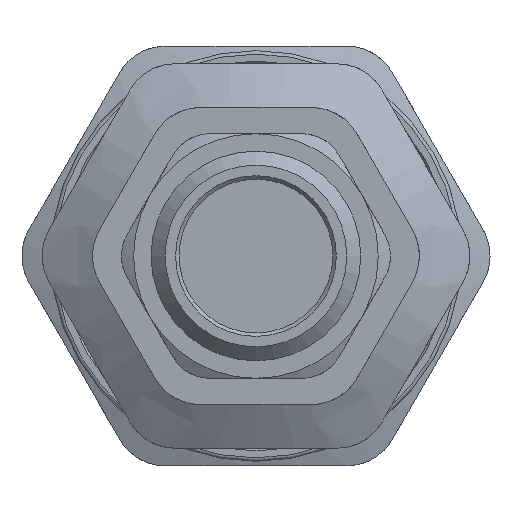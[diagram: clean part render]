
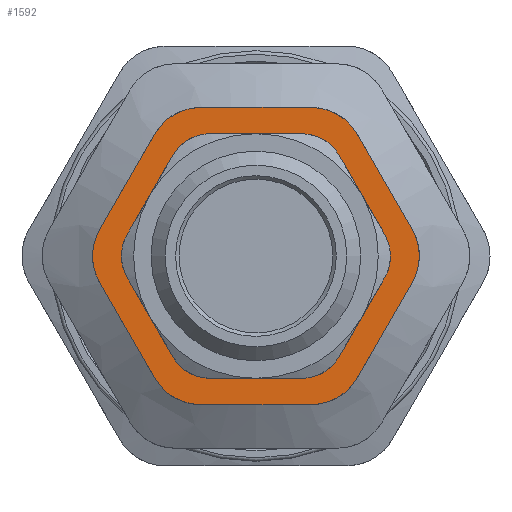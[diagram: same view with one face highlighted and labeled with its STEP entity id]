
A CAD part, front view. The second image highlights one B-rep face of the part: STEP entity #1592.
In plain terms, the highlighted planar face has unit normal (0, -1, 0).
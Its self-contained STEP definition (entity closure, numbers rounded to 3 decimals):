
#162=FACE_BOUND('',#524,.T.);
#217=LINE('',#3108,#285);
#219=LINE('',#3120,#287);
#220=LINE('',#3124,#288);
#221=LINE('',#3128,#289);
#222=LINE('',#3132,#290);
#223=LINE('',#3136,#291);
#285=VECTOR('',#2106,10.);
#287=VECTOR('',#2110,10.);
#288=VECTOR('',#2113,10.);
#289=VECTOR('',#2116,10.);
#290=VECTOR('',#2119,10.);
#291=VECTOR('',#2122,10.);
#416=FACE_OUTER_BOUND('',#523,.T.);
#523=EDGE_LOOP('',(#1380,#1381,#1382,#1383,#1384,#1385,#1386,#1387,#1388,
#1389,#1390,#1391));
#524=EDGE_LOOP('',(#1392));
#593=CIRCLE('',#1762,3.);
#594=CIRCLE('',#1765,3.);
#595=CIRCLE('',#1766,3.);
#596=CIRCLE('',#1767,3.);
#597=CIRCLE('',#1768,3.);
#598=CIRCLE('',#1769,3.);
#599=CIRCLE('',#1770,7.);
#728=VERTEX_POINT('',#3101);
#729=VERTEX_POINT('',#3103);
#730=VERTEX_POINT('',#3107);
#733=VERTEX_POINT('',#3119);
#734=VERTEX_POINT('',#3121);
#735=VERTEX_POINT('',#3123);
#736=VERTEX_POINT('',#3125);
#737=VERTEX_POINT('',#3127);
#738=VERTEX_POINT('',#3129);
#739=VERTEX_POINT('',#3131);
#740=VERTEX_POINT('',#3133);
#741=VERTEX_POINT('',#3135);
#742=VERTEX_POINT('',#3138);
#948=EDGE_CURVE('',#728,#729,#593,.T.);
#950=EDGE_CURVE('',#730,#729,#217,.T.);
#954=EDGE_CURVE('',#728,#733,#219,.T.);
#955=EDGE_CURVE('',#734,#733,#594,.T.);
#956=EDGE_CURVE('',#734,#735,#220,.T.);
#957=EDGE_CURVE('',#736,#735,#595,.T.);
#958=EDGE_CURVE('',#736,#737,#221,.T.);
#959=EDGE_CURVE('',#738,#737,#596,.T.);
#960=EDGE_CURVE('',#738,#739,#222,.T.);
#961=EDGE_CURVE('',#740,#739,#597,.T.);
#962=EDGE_CURVE('',#740,#741,#223,.T.);
#963=EDGE_CURVE('',#730,#741,#598,.T.);
#964=EDGE_CURVE('',#742,#742,#599,.T.);
#1380=ORIENTED_EDGE('',*,*,#948,.F.);
#1381=ORIENTED_EDGE('',*,*,#954,.T.);
#1382=ORIENTED_EDGE('',*,*,#955,.F.);
#1383=ORIENTED_EDGE('',*,*,#956,.T.);
#1384=ORIENTED_EDGE('',*,*,#957,.F.);
#1385=ORIENTED_EDGE('',*,*,#958,.T.);
#1386=ORIENTED_EDGE('',*,*,#959,.F.);
#1387=ORIENTED_EDGE('',*,*,#960,.T.);
#1388=ORIENTED_EDGE('',*,*,#961,.F.);
#1389=ORIENTED_EDGE('',*,*,#962,.T.);
#1390=ORIENTED_EDGE('',*,*,#963,.F.);
#1391=ORIENTED_EDGE('',*,*,#950,.T.);
#1392=ORIENTED_EDGE('',*,*,#964,.T.);
#1505=PLANE('',#1764);
#1592=ADVANCED_FACE('',(#416,#162),#1505,.T.);
#1762=AXIS2_PLACEMENT_3D('',#3104,#2101,#2102);
#1764=AXIS2_PLACEMENT_3D('',#3118,#2108,#2109);
#1765=AXIS2_PLACEMENT_3D('',#3122,#2111,#2112);
#1766=AXIS2_PLACEMENT_3D('',#3126,#2114,#2115);
#1767=AXIS2_PLACEMENT_3D('',#3130,#2117,#2118);
#1768=AXIS2_PLACEMENT_3D('',#3134,#2120,#2121);
#1769=AXIS2_PLACEMENT_3D('',#3137,#2123,#2124);
#1770=AXIS2_PLACEMENT_3D('',#3139,#2125,#2126);
#2101=DIRECTION('center_axis',(0.,1.,0.));
#2102=DIRECTION('ref_axis',(-1.,0.,0.));
#2106=DIRECTION('',(-0.5,0.,-0.866));
#2108=DIRECTION('center_axis',(0.,-1.,0.));
#2109=DIRECTION('ref_axis',(0.,0.,-1.));
#2110=DIRECTION('',(0.5,0.,-0.866));
#2111=DIRECTION('center_axis',(0.,1.,0.));
#2112=DIRECTION('ref_axis',(-0.5,0.,-0.866));
#2113=DIRECTION('',(1.,0.,0.));
#2114=DIRECTION('center_axis',(0.,1.,0.));
#2115=DIRECTION('ref_axis',(0.5,0.,-0.866));
#2116=DIRECTION('',(0.5,0.,0.866));
#2117=DIRECTION('center_axis',(0.,1.,0.));
#2118=DIRECTION('ref_axis',(1.,0.,0.));
#2119=DIRECTION('',(-0.5,0.,0.866));
#2120=DIRECTION('center_axis',(0.,1.,0.));
#2121=DIRECTION('ref_axis',(0.5,0.,0.866));
#2122=DIRECTION('',(-1.,0.,0.));
#2123=DIRECTION('center_axis',(0.,1.,0.));
#2124=DIRECTION('ref_axis',(-0.5,0.,0.866));
#2125=DIRECTION('center_axis',(0.,1.,0.));
#2126=DIRECTION('ref_axis',(-1.,0.,0.));
#3101=CARTESIAN_POINT('',(-10.836,0.632,-1.5));
#3103=CARTESIAN_POINT('',(-10.836,0.632,1.5));
#3104=CARTESIAN_POINT('Origin',(-8.238,0.632,0.));
#3107=CARTESIAN_POINT('',(-7.66,0.632,7.));
#3108=CARTESIAN_POINT('',(-9.24,0.632,4.264));
#3118=CARTESIAN_POINT('Origin',(-11.637,0.632,0.));
#3119=CARTESIAN_POINT('',(-7.66,0.632,-7.));
#3120=CARTESIAN_POINT('',(-11.694,0.632,-0.014));
#3121=CARTESIAN_POINT('',(-5.062,0.632,-8.5));
#3122=CARTESIAN_POINT('Origin',(-5.062,0.632,-5.5));
#3123=CARTESIAN_POINT('',(1.289,0.632,-8.5));
#3124=CARTESIAN_POINT('',(-9.216,0.632,-8.5));
#3125=CARTESIAN_POINT('',(3.887,0.632,-7.));
#3126=CARTESIAN_POINT('Origin',(1.289,0.632,-5.5));
#3127=CARTESIAN_POINT('',(7.062,0.632,-1.5));
#3128=CARTESIAN_POINT('',(3.029,0.632,-8.486));
#3129=CARTESIAN_POINT('',(7.062,0.632,1.5));
#3130=CARTESIAN_POINT('Origin',(4.464,0.632,0.));
#3131=CARTESIAN_POINT('',(3.887,0.632,7.));
#3132=CARTESIAN_POINT('',(5.483,0.632,4.236));
#3133=CARTESIAN_POINT('',(1.289,0.632,8.5));
#3134=CARTESIAN_POINT('Origin',(1.289,0.632,5.5));
#3135=CARTESIAN_POINT('',(-5.062,0.632,8.5));
#3136=CARTESIAN_POINT('',(-4.308,0.632,8.5));
#3137=CARTESIAN_POINT('Origin',(-5.062,0.632,5.5));
#3138=CARTESIAN_POINT('',(5.113,0.632,0.));
#3139=CARTESIAN_POINT('Origin',(-1.887,0.632,0.));
